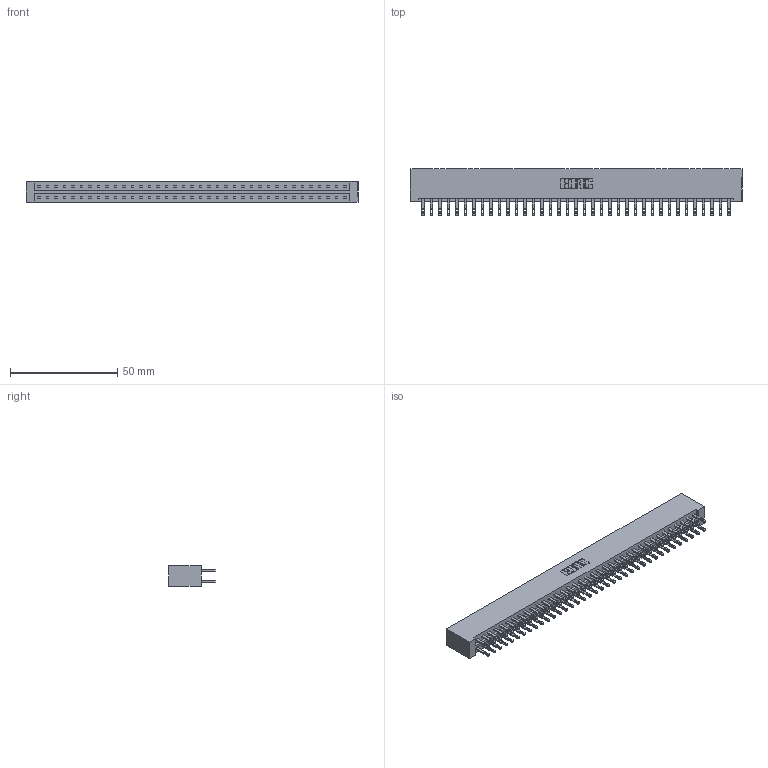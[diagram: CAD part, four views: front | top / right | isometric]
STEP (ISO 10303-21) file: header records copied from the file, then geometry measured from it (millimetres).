
FILE_DESCRIPTION (( 'STEP AP203' ), '1' );
FILE_NAME ('833-074-500-201.STEP', '2020-06-05T15:21:36', ( '' ), ( '' ), 'SwSTEP 2.0', 'SolidWorks 2020', '' );
FILE_SCHEMA (( 'CONFIG_CONTROL_DESIGN' ));
Length unit declared in the file: inch
Products named in the file (3): 345-292-001_345-293-100; 833-074-500-201; 833 Part_Lugless
Assembly tree (75 placements, depth 2):
  833-074-500-201
    833 Part_Lugless
    345-292-001_345-293-100  x74
Bounding box: 154.86 x 21.85 x 9.4 mm (x, y, z)
Volume: 16622.3 mm3; surface area: 20436.7 mm2
Topology: 75 solids, 75 shells, 3658 faces, 11165 edges, 7442 vertices
Faces by surface type: plane 2286, cylinder 1372
Entity records: 24103 total; most frequent: CARTESIAN_POINT 3998, ORIENTED_EDGE 3934, DIRECTION 3419, EDGE_CURVE 1967, LINE 1843, VECTOR 1843, VERTEX_POINT 1310, AXIS2_PLACEMENT_3D 788
